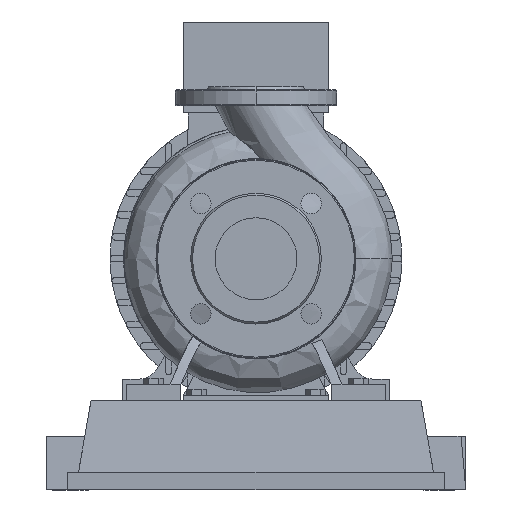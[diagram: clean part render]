
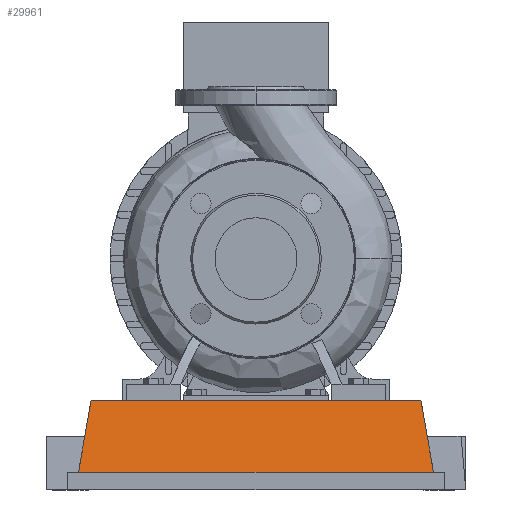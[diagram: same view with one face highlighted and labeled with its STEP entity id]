
A CAD part, left-side view. The second image highlights one B-rep face of the part: STEP entity #29961.
In plain terms, the highlighted planar face has unit normal (-0.985, 0, 0.174).
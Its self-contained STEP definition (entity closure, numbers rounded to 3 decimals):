
#28217=CARTESIAN_POINT('',(-65.,-165.,16.6));
#28218=VERTEX_POINT('',#28217);
#28225=CARTESIAN_POINT('',(-65.,165.0,16.6));
#28226=VERTEX_POINT('',#28225);
#28227=CARTESIAN_POINT('',(-65.,-165.,16.6));
#28228=DIRECTION('',(0.0,1.0,0.0));
#28229=VECTOR('',#28228,330.0);
#28230=LINE('',#28227,#28229);
#28231=EDGE_CURVE('',#28218,#28226,#28230,.T.);
#29695=CARTESIAN_POINT('',(-53.292,-153.292,83.0));
#29696=VERTEX_POINT('',#29695);
#29703=CARTESIAN_POINT('',(-65.,-165.,16.6));
#29704=DIRECTION('',(0.171,0.171,0.97));
#29705=VECTOR('',#29704,68.433);
#29706=LINE('',#29703,#29705);
#29707=EDGE_CURVE('',#28218,#29696,#29706,.T.);
#29938=CARTESIAN_POINT('',(-65.,-165.,16.6));
#29939=DIRECTION('',(-0.985,0.,0.174));
#29940=DIRECTION('',(0.0,-1.0,0.0));
#29941=AXIS2_PLACEMENT_3D('',#29938,#29939,#29940);
#29942=PLANE('',#29941);
#29943=CARTESIAN_POINT('',(-53.292,153.292,83.0));
#29944=VERTEX_POINT('',#29943);
#29945=CARTESIAN_POINT('',(-53.292,-153.292,83.0));
#29946=DIRECTION('',(0.0,1.0,0.0));
#29947=VECTOR('',#29946,306.584);
#29948=LINE('',#29945,#29947);
#29949=EDGE_CURVE('',#29696,#29944,#29948,.T.);
#29950=ORIENTED_EDGE('',*,*,#29949,.T.);
#29951=CARTESIAN_POINT('',(-65.,165.0,16.6));
#29952=DIRECTION('',(0.171,-0.171,0.97));
#29953=VECTOR('',#29952,68.433);
#29954=LINE('',#29951,#29953);
#29955=EDGE_CURVE('',#28226,#29944,#29954,.T.);
#29956=ORIENTED_EDGE('',*,*,#29955,.F.);
#29957=ORIENTED_EDGE('',*,*,#28231,.F.);
#29958=ORIENTED_EDGE('',*,*,#29707,.T.);
#29959=EDGE_LOOP('',(#29950,#29956,#29957,#29958));
#29960=FACE_OUTER_BOUND('',#29959,.T.);
#29961=ADVANCED_FACE('',(#29960),#29942,.T.);
